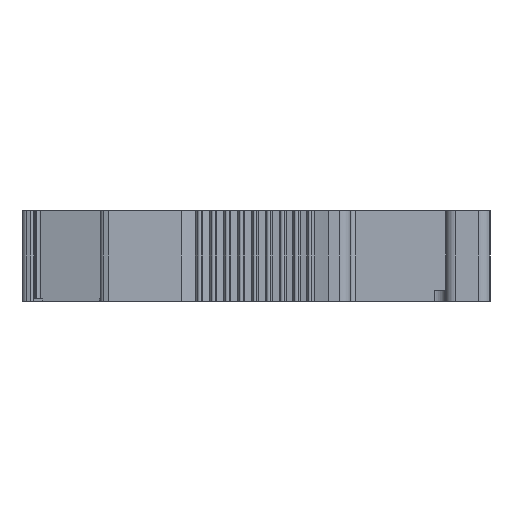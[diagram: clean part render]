
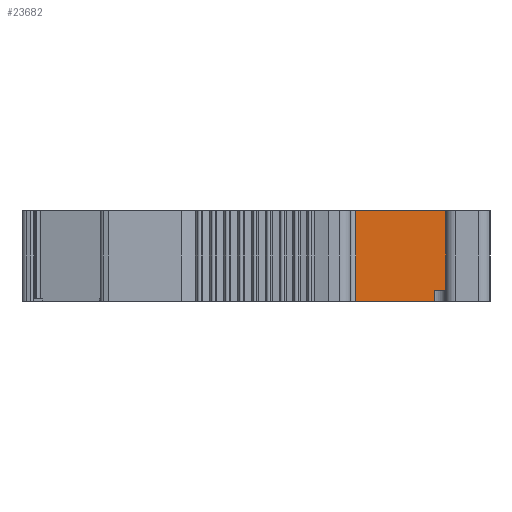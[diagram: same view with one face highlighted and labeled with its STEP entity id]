
A CAD part, left-side view. The second image highlights one B-rep face of the part: STEP entity #23682.
In plain terms, the highlighted planar face has unit normal (-1, 0, 0).
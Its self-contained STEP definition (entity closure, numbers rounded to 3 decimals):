
#7865=DIRECTION('',(0.,1.,0.));
#7866=VECTOR('',#7865,3.1);
#7867=CARTESIAN_POINT('',(-42.65,-4.1,-3.1));
#7868=LINE('',#7867,#7866);
#7869=DIRECTION('',(0.,1.,0.));
#7870=VECTOR('',#7869,7.1);
#7871=CARTESIAN_POINT('',(-42.65,-1.,-4.1));
#7872=LINE('',#7871,#7870);
#7873=DIRECTION('',(0.,-1.,0.));
#7874=VECTOR('',#7873,10.2);
#7875=CARTESIAN_POINT('',(-42.65,6.1,4.1));
#7876=LINE('',#7875,#7874);
#7877=DIRECTION('',(0.,0.,1.));
#7878=VECTOR('',#7877,1.);
#7879=CARTESIAN_POINT('',(-42.65,-1.,-4.1));
#7880=LINE('',#7879,#7878);
#7897=DIRECTION('',(0.,0.,-1.));
#7898=VECTOR('',#7897,8.2);
#7899=CARTESIAN_POINT('',(-42.65,6.1,4.1));
#7900=LINE('',#7899,#7898);
#8138=DIRECTION('',(0.,0.,1.));
#8139=VECTOR('',#8138,7.2);
#8140=CARTESIAN_POINT('',(-42.65,-4.1,-3.1));
#8141=LINE('',#8140,#8139);
#10712=CARTESIAN_POINT('',(-42.65,6.1,-4.1));
#10713=VERTEX_POINT('',#10712);
#10714=CARTESIAN_POINT('',(-42.65,-1.,-4.1));
#10715=VERTEX_POINT('',#10714);
#11009=CARTESIAN_POINT('',(-42.65,-4.1,4.1));
#11010=VERTEX_POINT('',#11009);
#11011=CARTESIAN_POINT('',(-42.65,6.1,4.1));
#11012=VERTEX_POINT('',#11011);
#12100=CARTESIAN_POINT('',(-42.65,-1.,-3.1));
#12101=VERTEX_POINT('',#12100);
#12102=CARTESIAN_POINT('',(-42.65,-4.1,-3.1));
#12103=VERTEX_POINT('',#12102);
#23666=CARTESIAN_POINT('',(-42.65,1.,0.));
#23667=DIRECTION('',(1.,0.,0.));
#23668=DIRECTION('',(0.,-1.,0.));
#23669=AXIS2_PLACEMENT_3D('',#23666,#23667,#23668);
#23670=PLANE('',#23669);
#23671=ORIENTED_EDGE('',*,*,#23647,.T.);
#23673=ORIENTED_EDGE('',*,*,#23672,.F.);
#23674=ORIENTED_EDGE('',*,*,#13717,.T.);
#23676=ORIENTED_EDGE('',*,*,#23675,.F.);
#23677=ORIENTED_EDGE('',*,*,#14258,.T.);
#23679=ORIENTED_EDGE('',*,*,#23678,.F.);
#23680=EDGE_LOOP('',(#23671,#23673,#23674,#23676,#23677,#23679));
#23681=FACE_OUTER_BOUND('',#23680,.F.);
#23682=ADVANCED_FACE('',(#23681),#23670,.F.);
#13717=EDGE_CURVE('',#10715,#10713,#7872,.T.);
#14258=EDGE_CURVE('',#11012,#11010,#7876,.T.);
#23647=EDGE_CURVE('',#12103,#12101,#7868,.T.);
#23672=EDGE_CURVE('',#10715,#12101,#7880,.T.);
#23675=EDGE_CURVE('',#11012,#10713,#7900,.T.);
#23678=EDGE_CURVE('',#12103,#11010,#8141,.T.);
